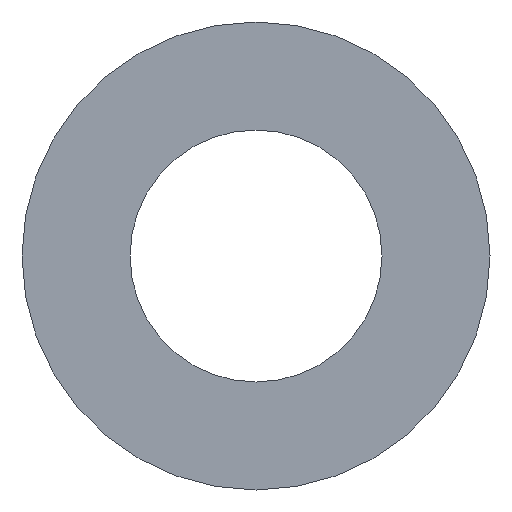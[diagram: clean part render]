
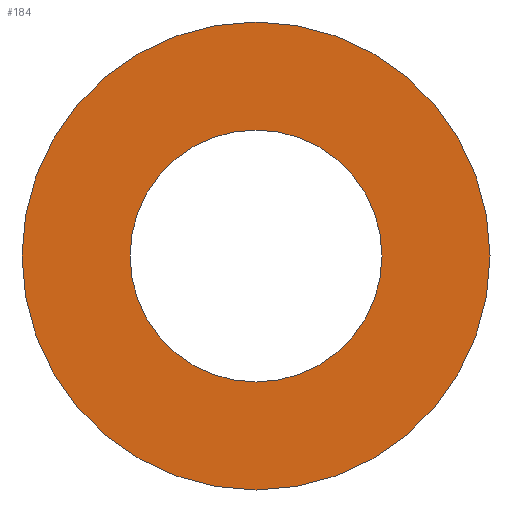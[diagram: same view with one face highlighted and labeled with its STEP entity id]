
A CAD part, front view. The second image highlights one B-rep face of the part: STEP entity #184.
In plain terms, the highlighted planar face has unit normal (0, -1, 0).
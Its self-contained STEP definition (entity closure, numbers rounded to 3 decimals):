
#5 = DIRECTION ( 'NONE',  ( 0., 1., 0. ) ) ;
#7 = EDGE_CURVE ( 'NONE', #119, #205, #237, .T. ) ;
#9 = CIRCLE ( 'NONE', #47, 7. ) ;
#11 = DIRECTION ( 'NONE',  ( 0., 0., 1. ) ) ;
#16 = CARTESIAN_POINT ( 'NONE',  ( 0., -2., -13. ) ) ;
#20 = DIRECTION ( 'NONE',  ( 0., 1., 0. ) ) ;
#28 = ORIENTED_EDGE ( 'NONE', *, *, #186, .T. ) ;
#34 = DIRECTION ( 'NONE',  ( 0., 0., 1. ) ) ;
#37 = PLANE ( 'NONE',  #187 ) ;
#38 = ORIENTED_EDGE ( 'NONE', *, *, #7, .F. ) ;
#41 = VERTEX_POINT ( 'NONE', #81 ) ;
#47 = AXIS2_PLACEMENT_3D ( 'NONE', #159, #5, #79 ) ;
#54 = EDGE_LOOP ( 'NONE', ( #38, #158 ) ) ;
#61 = EDGE_CURVE ( 'NONE', #91, #41, #9, .T. ) ;
#75 = DIRECTION ( 'NONE',  ( 0., 1., 0. ) ) ;
#78 = DIRECTION ( 'NONE',  ( 0., 1., 0. ) ) ;
#79 = DIRECTION ( 'NONE',  ( 0., 0., 1. ) ) ;
#81 = CARTESIAN_POINT ( 'NONE',  ( 0., -2., 7. ) ) ;
#87 = CARTESIAN_POINT ( 'NONE',  ( 7., -2., 0. ) ) ;
#91 = VERTEX_POINT ( 'NONE', #122 ) ;
#109 = DIRECTION ( 'NONE',  ( 0., 0., 1. ) ) ;
#111 = EDGE_CURVE ( 'NONE', #205, #119, #247, .T. ) ;
#112 = AXIS2_PLACEMENT_3D ( 'NONE', #222, #75, #11 ) ;
#119 = VERTEX_POINT ( 'NONE', #196 ) ;
#122 = CARTESIAN_POINT ( 'NONE',  ( 0., -2., -7. ) ) ;
#140 = CARTESIAN_POINT ( 'NONE',  ( 0., -2., 0. ) ) ;
#142 = FACE_OUTER_BOUND ( 'NONE', #54, .T. ) ;
#145 = CIRCLE ( 'NONE', #178, 7. ) ;
#158 = ORIENTED_EDGE ( 'NONE', *, *, #111, .F. ) ;
#159 = CARTESIAN_POINT ( 'NONE',  ( 0., -2., 0. ) ) ;
#178 = AXIS2_PLACEMENT_3D ( 'NONE', #209, #226, #109 ) ;
#181 = DIRECTION ( 'NONE',  ( 0., 0., 1. ) ) ;
#184 = ADVANCED_FACE ( 'NONE', ( #142, #224 ), #37, .F. ) ;
#186 = EDGE_CURVE ( 'NONE', #41, #91, #145, .T. ) ;
#187 = AXIS2_PLACEMENT_3D ( 'NONE', #87, #20, #34 ) ;
#196 = CARTESIAN_POINT ( 'NONE',  ( 0., -2., 13. ) ) ;
#205 = VERTEX_POINT ( 'NONE', #16 ) ;
#209 = CARTESIAN_POINT ( 'NONE',  ( 0., -2., 0. ) ) ;
#212 = ORIENTED_EDGE ( 'NONE', *, *, #61, .T. ) ;
#215 = EDGE_LOOP ( 'NONE', ( #28, #212 ) ) ;
#222 = CARTESIAN_POINT ( 'NONE',  ( 0., -2., 0. ) ) ;
#224 = FACE_BOUND ( 'NONE', #215, .T. ) ;
#226 = DIRECTION ( 'NONE',  ( 0., 1., 0. ) ) ;
#228 = AXIS2_PLACEMENT_3D ( 'NONE', #140, #78, #181 ) ;
#237 = CIRCLE ( 'NONE', #228, 13. ) ;
#247 = CIRCLE ( 'NONE', #112, 13. ) ;
